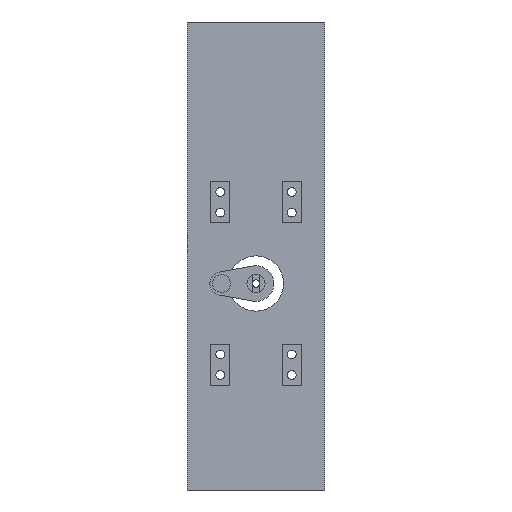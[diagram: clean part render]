
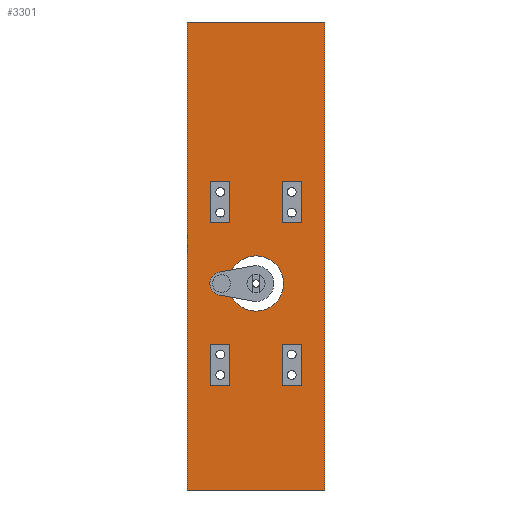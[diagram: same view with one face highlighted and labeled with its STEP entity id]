
A CAD part, front view. The second image highlights one B-rep face of the part: STEP entity #3301.
In plain terms, the highlighted planar face has unit normal (0, -1, 0).
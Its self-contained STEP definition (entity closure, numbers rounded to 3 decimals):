
#63=FACE_BOUND('',#578,.T.);
#64=FACE_BOUND('',#579,.T.);
#65=FACE_BOUND('',#580,.T.);
#66=FACE_BOUND('',#581,.T.);
#67=FACE_BOUND('',#582,.T.);
#207=PLANE('',#3567);
#374=FACE_OUTER_BOUND('',#577,.T.);
#577=EDGE_LOOP('',(#2996,#2997,#2998,#2999));
#578=EDGE_LOOP('',(#3000,#3001,#3002,#3003));
#579=EDGE_LOOP('',(#3004,#3005,#3006,#3007));
#580=EDGE_LOOP('',(#3008,#3009,#3010,#3011));
#581=EDGE_LOOP('',(#3012,#3013,#3014,#3015));
#582=EDGE_LOOP('',(#3016));
#876=LINE('',#5121,#1249);
#880=LINE('',#5128,#1253);
#885=LINE('',#5142,#1258);
#887=LINE('',#5145,#1260);
#890=LINE('',#5154,#1263);
#894=LINE('',#5161,#1267);
#899=LINE('',#5175,#1272);
#901=LINE('',#5178,#1274);
#904=LINE('',#5187,#1277);
#908=LINE('',#5194,#1281);
#913=LINE('',#5208,#1286);
#915=LINE('',#5211,#1288);
#918=LINE('',#5220,#1291);
#922=LINE('',#5227,#1295);
#927=LINE('',#5241,#1300);
#929=LINE('',#5244,#1302);
#954=LINE('',#5350,#1327);
#957=LINE('',#5355,#1330);
#959=LINE('',#5359,#1332);
#961=LINE('',#5362,#1334);
#1249=VECTOR('',#4143,10.);
#1253=VECTOR('',#4149,10.);
#1258=VECTOR('',#4164,10.);
#1260=VECTOR('',#4168,10.);
#1263=VECTOR('',#4175,10.);
#1267=VECTOR('',#4181,10.);
#1272=VECTOR('',#4196,10.);
#1274=VECTOR('',#4200,10.);
#1277=VECTOR('',#4207,10.);
#1281=VECTOR('',#4213,10.);
#1286=VECTOR('',#4228,10.);
#1288=VECTOR('',#4232,10.);
#1291=VECTOR('',#4239,10.);
#1295=VECTOR('',#4245,10.);
#1300=VECTOR('',#4260,10.);
#1302=VECTOR('',#4264,10.);
#1327=VECTOR('',#4383,10.);
#1330=VECTOR('',#4388,10.);
#1332=VECTOR('',#4392,10.);
#1334=VECTOR('',#4396,10.);
#1421=CIRCLE('',#3561,10.05);
#1638=VERTEX_POINT('',#5118);
#1639=VERTEX_POINT('',#5120);
#1641=VERTEX_POINT('',#5126);
#1645=VERTEX_POINT('',#5140);
#1648=VERTEX_POINT('',#5151);
#1649=VERTEX_POINT('',#5153);
#1651=VERTEX_POINT('',#5159);
#1655=VERTEX_POINT('',#5173);
#1658=VERTEX_POINT('',#5184);
#1659=VERTEX_POINT('',#5186);
#1661=VERTEX_POINT('',#5192);
#1665=VERTEX_POINT('',#5206);
#1668=VERTEX_POINT('',#5217);
#1669=VERTEX_POINT('',#5219);
#1671=VERTEX_POINT('',#5225);
#1675=VERTEX_POINT('',#5239);
#1707=VERTEX_POINT('',#5342);
#1708=VERTEX_POINT('',#5348);
#1709=VERTEX_POINT('',#5349);
#1710=VERTEX_POINT('',#5354);
#1711=VERTEX_POINT('',#5358);
#2034=EDGE_CURVE('',#1639,#1638,#876,.T.);
#2038=EDGE_CURVE('',#1638,#1641,#880,.T.);
#2045=EDGE_CURVE('',#1641,#1645,#885,.T.);
#2047=EDGE_CURVE('',#1645,#1639,#887,.T.);
#2050=EDGE_CURVE('',#1649,#1648,#890,.T.);
#2054=EDGE_CURVE('',#1648,#1651,#894,.T.);
#2061=EDGE_CURVE('',#1651,#1655,#899,.T.);
#2063=EDGE_CURVE('',#1655,#1649,#901,.T.);
#2066=EDGE_CURVE('',#1659,#1658,#904,.T.);
#2070=EDGE_CURVE('',#1658,#1661,#908,.T.);
#2077=EDGE_CURVE('',#1661,#1665,#913,.T.);
#2079=EDGE_CURVE('',#1665,#1659,#915,.T.);
#2082=EDGE_CURVE('',#1669,#1668,#918,.T.);
#2086=EDGE_CURVE('',#1668,#1671,#922,.T.);
#2093=EDGE_CURVE('',#1671,#1675,#927,.T.);
#2095=EDGE_CURVE('',#1675,#1669,#929,.T.);
#2142=EDGE_CURVE('',#1707,#1707,#1421,.T.);
#2144=EDGE_CURVE('',#1708,#1709,#954,.T.);
#2147=EDGE_CURVE('',#1710,#1708,#957,.T.);
#2149=EDGE_CURVE('',#1711,#1710,#959,.T.);
#2151=EDGE_CURVE('',#1709,#1711,#961,.T.);
#2996=ORIENTED_EDGE('',*,*,#2151,.F.);
#2997=ORIENTED_EDGE('',*,*,#2144,.F.);
#2998=ORIENTED_EDGE('',*,*,#2147,.F.);
#2999=ORIENTED_EDGE('',*,*,#2149,.F.);
#3000=ORIENTED_EDGE('',*,*,#2034,.T.);
#3001=ORIENTED_EDGE('',*,*,#2038,.T.);
#3002=ORIENTED_EDGE('',*,*,#2045,.T.);
#3003=ORIENTED_EDGE('',*,*,#2047,.T.);
#3004=ORIENTED_EDGE('',*,*,#2050,.T.);
#3005=ORIENTED_EDGE('',*,*,#2054,.T.);
#3006=ORIENTED_EDGE('',*,*,#2061,.T.);
#3007=ORIENTED_EDGE('',*,*,#2063,.T.);
#3008=ORIENTED_EDGE('',*,*,#2066,.T.);
#3009=ORIENTED_EDGE('',*,*,#2070,.T.);
#3010=ORIENTED_EDGE('',*,*,#2077,.T.);
#3011=ORIENTED_EDGE('',*,*,#2079,.T.);
#3012=ORIENTED_EDGE('',*,*,#2082,.T.);
#3013=ORIENTED_EDGE('',*,*,#2086,.T.);
#3014=ORIENTED_EDGE('',*,*,#2093,.T.);
#3015=ORIENTED_EDGE('',*,*,#2095,.T.);
#3016=ORIENTED_EDGE('',*,*,#2142,.F.);
#3301=ADVANCED_FACE('',(#374,#63,#64,#65,#66,#67),#207,.F.);
#3561=AXIS2_PLACEMENT_3D('',#5344,#4376,#4377);
#3567=AXIS2_PLACEMENT_3D('',#5363,#4397,#4398);
#4143=DIRECTION('',(0.,0.,-1.));
#4149=DIRECTION('',(-1.,0.,0.));
#4164=DIRECTION('',(0.,0.,1.));
#4168=DIRECTION('',(1.,0.,0.));
#4175=DIRECTION('',(0.,0.,1.));
#4181=DIRECTION('',(1.,0.,0.));
#4196=DIRECTION('',(0.,0.,-1.));
#4200=DIRECTION('',(-1.,0.,0.));
#4207=DIRECTION('',(0.,0.,1.));
#4213=DIRECTION('',(1.,0.,0.));
#4228=DIRECTION('',(0.,0.,-1.));
#4232=DIRECTION('',(-1.,0.,0.));
#4239=DIRECTION('',(0.,0.,-1.));
#4245=DIRECTION('',(-1.,0.,0.));
#4260=DIRECTION('',(0.,0.,1.));
#4264=DIRECTION('',(1.,0.,0.));
#4376=DIRECTION('center_axis',(0.,-1.,0.));
#4377=DIRECTION('ref_axis',(1.,0.,0.));
#4383=DIRECTION('',(-1.,0.,0.));
#4388=DIRECTION('',(0.,0.,-1.));
#4392=DIRECTION('',(1.,0.,0.));
#4396=DIRECTION('',(0.,0.,1.));
#4397=DIRECTION('center_axis',(0.,1.,0.));
#4398=DIRECTION('ref_axis',(1.,0.,0.));
#5118=CARTESIAN_POINT('',(16.5,0.,-47.));
#5120=CARTESIAN_POINT('',(16.5,0.,-32.));
#5121=CARTESIAN_POINT('',(16.5,0.,-23.5));
#5126=CARTESIAN_POINT('',(9.5,0.,-47.));
#5128=CARTESIAN_POINT('',(4.75,0.,-47.));
#5140=CARTESIAN_POINT('',(9.5,0.,-32.));
#5142=CARTESIAN_POINT('',(9.5,0.,-16.));
#5145=CARTESIAN_POINT('',(8.25,0.,-32.));
#5151=CARTESIAN_POINT('',(-16.5,0.,27.));
#5153=CARTESIAN_POINT('',(-16.5,0.,12.));
#5154=CARTESIAN_POINT('',(-16.5,0.,13.5));
#5159=CARTESIAN_POINT('',(-9.5,0.,27.));
#5161=CARTESIAN_POINT('',(-4.75,0.,27.));
#5173=CARTESIAN_POINT('',(-9.5,0.,12.));
#5175=CARTESIAN_POINT('',(-9.5,0.,6.));
#5178=CARTESIAN_POINT('',(-8.25,0.,12.));
#5184=CARTESIAN_POINT('',(-16.5,0.,-32.));
#5186=CARTESIAN_POINT('',(-16.5,0.,-47.));
#5187=CARTESIAN_POINT('',(-16.5,0.,-16.));
#5192=CARTESIAN_POINT('',(-9.5,0.,-32.));
#5194=CARTESIAN_POINT('',(-4.75,0.,-32.));
#5206=CARTESIAN_POINT('',(-9.5,0.,-47.));
#5208=CARTESIAN_POINT('',(-9.5,0.,-23.5));
#5211=CARTESIAN_POINT('',(-8.25,0.,-47.));
#5217=CARTESIAN_POINT('',(16.5,0.,12.));
#5219=CARTESIAN_POINT('',(16.5,0.,27.));
#5220=CARTESIAN_POINT('',(16.5,0.,6.));
#5225=CARTESIAN_POINT('',(9.5,0.,12.));
#5227=CARTESIAN_POINT('',(4.75,0.,12.));
#5239=CARTESIAN_POINT('',(9.5,0.,27.));
#5241=CARTESIAN_POINT('',(9.5,0.,13.5));
#5244=CARTESIAN_POINT('',(8.25,0.,27.));
#5342=CARTESIAN_POINT('',(-10.05,0.,-10.));
#5344=CARTESIAN_POINT('Origin',(0.,0.,-10.));
#5348=CARTESIAN_POINT('',(25.,0.,-85.));
#5349=CARTESIAN_POINT('',(-25.,0.,-85.));
#5350=CARTESIAN_POINT('',(25.,0.,-85.));
#5354=CARTESIAN_POINT('',(25.,0.,85.));
#5355=CARTESIAN_POINT('',(25.,0.,85.));
#5358=CARTESIAN_POINT('',(-25.,0.,85.));
#5359=CARTESIAN_POINT('',(-25.,0.,85.));
#5362=CARTESIAN_POINT('',(-25.,0.,-85.));
#5363=CARTESIAN_POINT('Origin',(0.,0.,0.));
